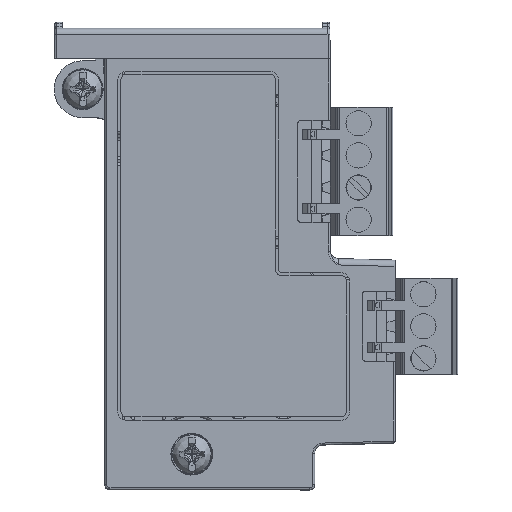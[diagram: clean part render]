
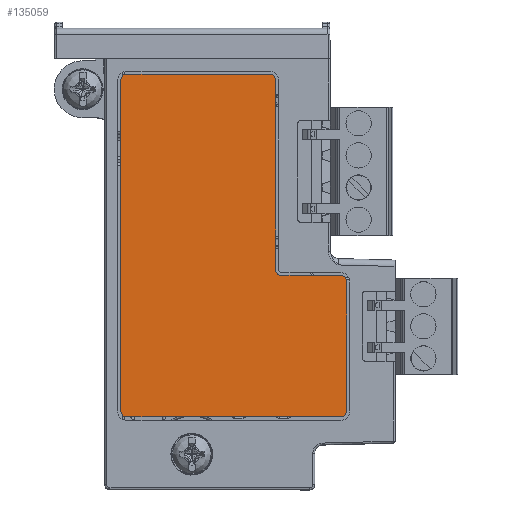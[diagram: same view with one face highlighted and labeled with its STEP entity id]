
A CAD part, top view. The second image highlights one B-rep face of the part: STEP entity #135059.
In plain terms, the highlighted planar face has unit normal (0, 0, 1).
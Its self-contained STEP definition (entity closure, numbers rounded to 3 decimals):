
#134950=CARTESIAN_POINT('',(-13.038,3.19,13.427));
#134951=DIRECTION('',(0.0,0.0,1.0));
#134952=DIRECTION('',(1.0,0.0,0.0));
#134953=AXIS2_PLACEMENT_3D('',#134950,#134951,#134952);
#134954=PLANE('',#134953);
#134955=CARTESIAN_POINT('',(14.25,28.25,13.427));
#134956=VERTEX_POINT('',#134955);
#134957=CARTESIAN_POINT('',(23.5,28.25,13.427));
#134958=VERTEX_POINT('',#134957);
#134959=CARTESIAN_POINT('',(14.25,28.25,13.427));
#134960=DIRECTION('',(1.0,0.0,0.0));
#134961=VECTOR('',#134960,9.25);
#134962=LINE('',#134959,#134961);
#134963=EDGE_CURVE('',#134956,#134958,#134962,.T.);
#134964=ORIENTED_EDGE('',*,*,#134963,.F.);
#134965=CARTESIAN_POINT('',(13.25,29.25,13.427));
#134966=VERTEX_POINT('',#134965);
#134967=CARTESIAN_POINT('',(14.25,29.25,13.427));
#134968=DIRECTION('',(0.0,0.0,1.0));
#134969=DIRECTION('',(-1.0,0.0,0.0));
#134970=AXIS2_PLACEMENT_3D('',#134967,#134968,#134969);
#134971=CIRCLE('',#134970,1.0);
#134972=EDGE_CURVE('',#134966,#134956,#134971,.T.);
#134973=ORIENTED_EDGE('',*,*,#134972,.F.);
#134974=CARTESIAN_POINT('',(13.25,59.1,13.427));
#134975=VERTEX_POINT('',#134974);
#134976=CARTESIAN_POINT('',(13.25,59.1,13.427));
#134977=DIRECTION('',(0.0,-1.0,0.0));
#134978=VECTOR('',#134977,29.85);
#134979=LINE('',#134976,#134978);
#134980=EDGE_CURVE('',#134975,#134966,#134979,.T.);
#134981=ORIENTED_EDGE('',*,*,#134980,.F.);
#134982=CARTESIAN_POINT('',(12.25,60.1,13.427));
#134983=VERTEX_POINT('',#134982);
#134984=CARTESIAN_POINT('',(12.25,59.1,13.427));
#134985=DIRECTION('',(0.0,0.0,-1.0));
#134986=DIRECTION('',(0.0,1.0,0.0));
#134987=AXIS2_PLACEMENT_3D('',#134984,#134985,#134986);
#134988=CIRCLE('',#134987,1.0);
#134989=EDGE_CURVE('',#134983,#134975,#134988,.T.);
#134990=ORIENTED_EDGE('',*,*,#134989,.F.);
#134991=CARTESIAN_POINT('',(-10.25,60.1,13.427));
#134992=VERTEX_POINT('',#134991);
#134993=CARTESIAN_POINT('',(-10.25,60.1,13.427));
#134994=DIRECTION('',(1.0,0.0,0.0));
#134995=VECTOR('',#134994,22.5);
#134996=LINE('',#134993,#134995);
#134997=EDGE_CURVE('',#134992,#134983,#134996,.T.);
#134998=ORIENTED_EDGE('',*,*,#134997,.F.);
#134999=CARTESIAN_POINT('',(-11.25,59.1,13.427));
#135000=VERTEX_POINT('',#134999);
#135001=CARTESIAN_POINT('',(-10.25,59.1,13.427));
#135002=DIRECTION('',(0.0,0.0,-1.0));
#135003=DIRECTION('',(-1.0,0.0,0.0));
#135004=AXIS2_PLACEMENT_3D('',#135001,#135002,#135003);
#135005=CIRCLE('',#135004,1.0);
#135006=EDGE_CURVE('',#135000,#134992,#135005,.T.);
#135007=ORIENTED_EDGE('',*,*,#135006,.F.);
#135008=CARTESIAN_POINT('',(-11.25,6.9,13.427));
#135009=VERTEX_POINT('',#135008);
#135010=CARTESIAN_POINT('',(-11.25,6.9,13.427));
#135011=DIRECTION('',(0.0,1.0,0.0));
#135012=VECTOR('',#135011,52.2);
#135013=LINE('',#135010,#135012);
#135014=EDGE_CURVE('',#135009,#135000,#135013,.T.);
#135015=ORIENTED_EDGE('',*,*,#135014,.F.);
#135016=CARTESIAN_POINT('',(-10.25,5.9,13.427));
#135017=VERTEX_POINT('',#135016);
#135018=CARTESIAN_POINT('',(-10.25,6.9,13.427));
#135019=DIRECTION('',(0.0,0.0,-1.0));
#135020=DIRECTION('',(0.0,-1.0,0.0));
#135021=AXIS2_PLACEMENT_3D('',#135018,#135019,#135020);
#135022=CIRCLE('',#135021,1.0);
#135023=EDGE_CURVE('',#135017,#135009,#135022,.T.);
#135024=ORIENTED_EDGE('',*,*,#135023,.F.);
#135025=CARTESIAN_POINT('',(23.5,5.9,13.427));
#135026=VERTEX_POINT('',#135025);
#135027=CARTESIAN_POINT('',(23.5,5.9,13.427));
#135028=DIRECTION('',(-1.0,0.0,0.0));
#135029=VECTOR('',#135028,33.75);
#135030=LINE('',#135027,#135029);
#135031=EDGE_CURVE('',#135026,#135017,#135030,.T.);
#135032=ORIENTED_EDGE('',*,*,#135031,.F.);
#135033=CARTESIAN_POINT('',(24.5,6.9,13.427));
#135034=VERTEX_POINT('',#135033);
#135035=CARTESIAN_POINT('',(23.5,6.9,13.427));
#135036=DIRECTION('',(0.0,0.0,-1.0));
#135037=DIRECTION('',(1.0,0.0,0.0));
#135038=AXIS2_PLACEMENT_3D('',#135035,#135036,#135037);
#135039=CIRCLE('',#135038,1.0);
#135040=EDGE_CURVE('',#135034,#135026,#135039,.T.);
#135041=ORIENTED_EDGE('',*,*,#135040,.F.);
#135042=CARTESIAN_POINT('',(24.5,27.25,13.427));
#135043=VERTEX_POINT('',#135042);
#135044=CARTESIAN_POINT('',(24.5,27.25,13.427));
#135045=DIRECTION('',(0.0,-1.0,0.0));
#135046=VECTOR('',#135045,20.35);
#135047=LINE('',#135044,#135046);
#135048=EDGE_CURVE('',#135043,#135034,#135047,.T.);
#135049=ORIENTED_EDGE('',*,*,#135048,.F.);
#135050=CARTESIAN_POINT('',(23.5,27.25,13.427));
#135051=DIRECTION('',(0.0,0.0,-1.0));
#135052=DIRECTION('',(0.0,1.0,0.0));
#135053=AXIS2_PLACEMENT_3D('',#135050,#135051,#135052);
#135054=CIRCLE('',#135053,1.0);
#135055=EDGE_CURVE('',#134958,#135043,#135054,.T.);
#135056=ORIENTED_EDGE('',*,*,#135055,.F.);
#135057=EDGE_LOOP('',(#134964,#134973,#134981,#134990,#134998,#135007,#135015,#135024,#135032,#135041,#135049,#135056));
#135058=FACE_OUTER_BOUND('',#135057,.T.);
#135059=ADVANCED_FACE('',(#135058),#134954,.T.);
